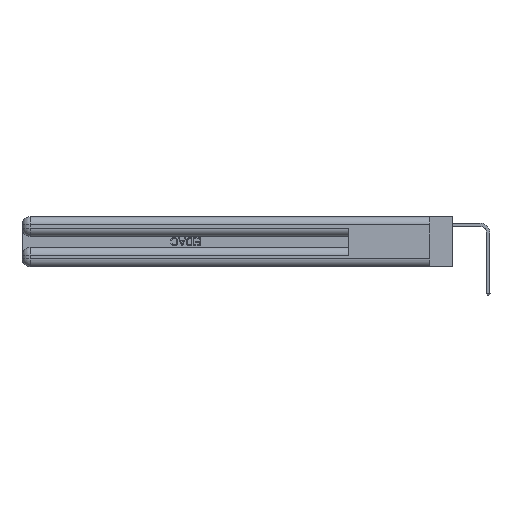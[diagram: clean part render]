
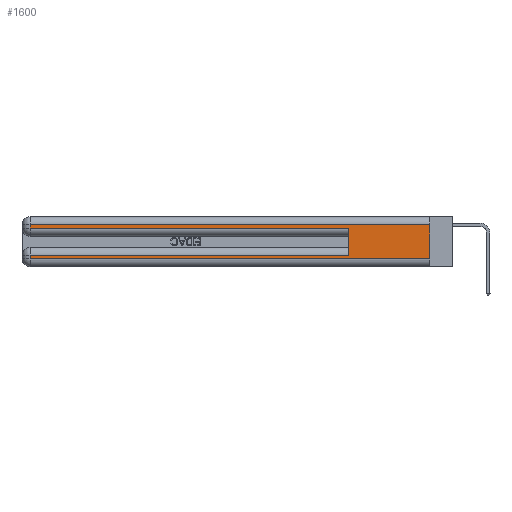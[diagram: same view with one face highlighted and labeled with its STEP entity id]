
A CAD part, left-side view. The second image highlights one B-rep face of the part: STEP entity #1600.
In plain terms, the highlighted planar face has unit normal (-1, 0, 0).
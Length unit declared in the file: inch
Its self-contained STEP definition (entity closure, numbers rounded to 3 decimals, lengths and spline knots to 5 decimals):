
#173 = LINE ( 'NONE', #28203, #8224 ) ;
#497 = EDGE_CURVE ( 'NONE', #2972, #22311, #35085, .T. ) ;
#816 = AXIS2_PLACEMENT_3D ( 'NONE', #31541, #34389, #12592 ) ;
#1249 = ORIENTED_EDGE ( 'NONE', *, *, #497, .T. ) ;
#1263 = DIRECTION ( 'NONE',  ( 0., 1., 0. ) ) ;
#1600 = ADVANCED_FACE ( 'NONE', ( #6888 ), #31712, .F. ) ;
#2372 = EDGE_CURVE ( 'NONE', #35057, #2972, #20365, .T. ) ;
#2439 = LINE ( 'NONE', #34780, #14267 ) ;
#2854 = ORIENTED_EDGE ( 'NONE', *, *, #19369, .T. ) ;
#2972 = VERTEX_POINT ( 'NONE', #32881 ) ;
#5192 = CARTESIAN_POINT ( 'NONE',  ( 0., 0.6, 0.145 ) ) ;
#6800 = CARTESIAN_POINT ( 'NONE',  ( 0., 0., 0.31 ) ) ;
#6888 = FACE_OUTER_BOUND ( 'NONE', #16830, .T. ) ;
#7552 = CARTESIAN_POINT ( 'NONE',  ( 0., 0., 0.06 ) ) ;
#8224 = VECTOR ( 'NONE', #9440, 39.37008 ) ;
#8425 = LINE ( 'NONE', #16276, #12721 ) ;
#9130 = CARTESIAN_POINT ( 'NONE',  ( 0., 2.94, 0.085 ) ) ;
#9160 = ORIENTED_EDGE ( 'NONE', *, *, #16094, .T. ) ;
#9440 = DIRECTION ( 'NONE',  ( 0., 1., 0. ) ) ;
#9646 = VECTOR ( 'NONE', #16872, 39.37008 ) ;
#10461 = VECTOR ( 'NONE', #29187, 39.37008 ) ;
#10593 = CARTESIAN_POINT ( 'NONE',  ( 0., 2.94, 0.37 ) ) ;
#12592 = DIRECTION ( 'NONE',  ( 0., 0., -1. ) ) ;
#12721 = VECTOR ( 'NONE', #27199, 39.37008 ) ;
#13237 = DIRECTION ( 'NONE',  ( 0., 0., 1. ) ) ;
#13506 = LINE ( 'NONE', #30289, #9646 ) ;
#14267 = VECTOR ( 'NONE', #18680, 39.37008 ) ;
#14287 = ORIENTED_EDGE ( 'NONE', *, *, #25488, .T. ) ;
#14418 = ORIENTED_EDGE ( 'NONE', *, *, #2372, .T. ) ;
#16094 = EDGE_CURVE ( 'NONE', #22311, #18074, #18402, .T. ) ;
#16276 = CARTESIAN_POINT ( 'NONE',  ( 0., 0., 0.06 ) ) ;
#16377 = VECTOR ( 'NONE', #34852, 39.37008 ) ;
#16830 = EDGE_LOOP ( 'NONE', ( #22583, #14418, #1249, #9160, #17962, #14287, #2854, #20794 ) ) ;
#16838 = VERTEX_POINT ( 'NONE', #25847 ) ;
#16872 = DIRECTION ( 'NONE',  ( 0., 0., -1. ) ) ;
#17962 = ORIENTED_EDGE ( 'NONE', *, *, #27038, .F. ) ;
#18074 = VERTEX_POINT ( 'NONE', #29407 ) ;
#18158 = EDGE_CURVE ( 'NONE', #35057, #24805, #13506, .T. ) ;
#18402 = LINE ( 'NONE', #23937, #16377 ) ;
#18633 = CARTESIAN_POINT ( 'NONE',  ( 0., 0., 0.31 ) ) ;
#18680 = DIRECTION ( 'NONE',  ( 0., 0., -1. ) ) ;
#18849 = VECTOR ( 'NONE', #13237, 39.37008 ) ;
#19369 = EDGE_CURVE ( 'NONE', #32150, #30871, #2439, .T. ) ;
#20365 = LINE ( 'NONE', #6800, #20820 ) ;
#20794 = ORIENTED_EDGE ( 'NONE', *, *, #30207, .T. ) ;
#20820 = VECTOR ( 'NONE', #1263, 39.37008 ) ;
#22311 = VERTEX_POINT ( 'NONE', #22414 ) ;
#22414 = CARTESIAN_POINT ( 'NONE',  ( 0., 2.94, 0.285 ) ) ;
#22583 = ORIENTED_EDGE ( 'NONE', *, *, #18158, .F. ) ;
#22829 = CARTESIAN_POINT ( 'NONE',  ( 0., 2.94, 0.06 ) ) ;
#23937 = CARTESIAN_POINT ( 'NONE',  ( 0., 0., 0.285 ) ) ;
#24805 = VERTEX_POINT ( 'NONE', #7552 ) ;
#25488 = EDGE_CURVE ( 'NONE', #16838, #32150, #173, .T. ) ;
#25847 = CARTESIAN_POINT ( 'NONE',  ( 0., 0.6, 0.085 ) ) ;
#27038 = EDGE_CURVE ( 'NONE', #16838, #18074, #32174, .T. ) ;
#27199 = DIRECTION ( 'NONE',  ( 0., -1., 0. ) ) ;
#28203 = CARTESIAN_POINT ( 'NONE',  ( 0., 0., 0.085 ) ) ;
#29187 = DIRECTION ( 'NONE',  ( 0., 0., -1. ) ) ;
#29407 = CARTESIAN_POINT ( 'NONE',  ( 0., 0.6, 0.285 ) ) ;
#30207 = EDGE_CURVE ( 'NONE', #30871, #24805, #8425, .T. ) ;
#30289 = CARTESIAN_POINT ( 'NONE',  ( 0., 0., 0.37 ) ) ;
#30871 = VERTEX_POINT ( 'NONE', #22829 ) ;
#31541 = CARTESIAN_POINT ( 'NONE',  ( 0., 0., 0.37 ) ) ;
#31712 = PLANE ( 'NONE',  #816 ) ;
#32150 = VERTEX_POINT ( 'NONE', #9130 ) ;
#32174 = LINE ( 'NONE', #5192, #18849 ) ;
#32881 = CARTESIAN_POINT ( 'NONE',  ( 0., 2.94, 0.31 ) ) ;
#34389 = DIRECTION ( 'NONE',  ( 1., 0., 0. ) ) ;
#34780 = CARTESIAN_POINT ( 'NONE',  ( 0., 2.94, 0.37 ) ) ;
#34852 = DIRECTION ( 'NONE',  ( 0., -1., 0. ) ) ;
#35057 = VERTEX_POINT ( 'NONE', #18633 ) ;
#35085 = LINE ( 'NONE', #10593, #10461 ) ;
